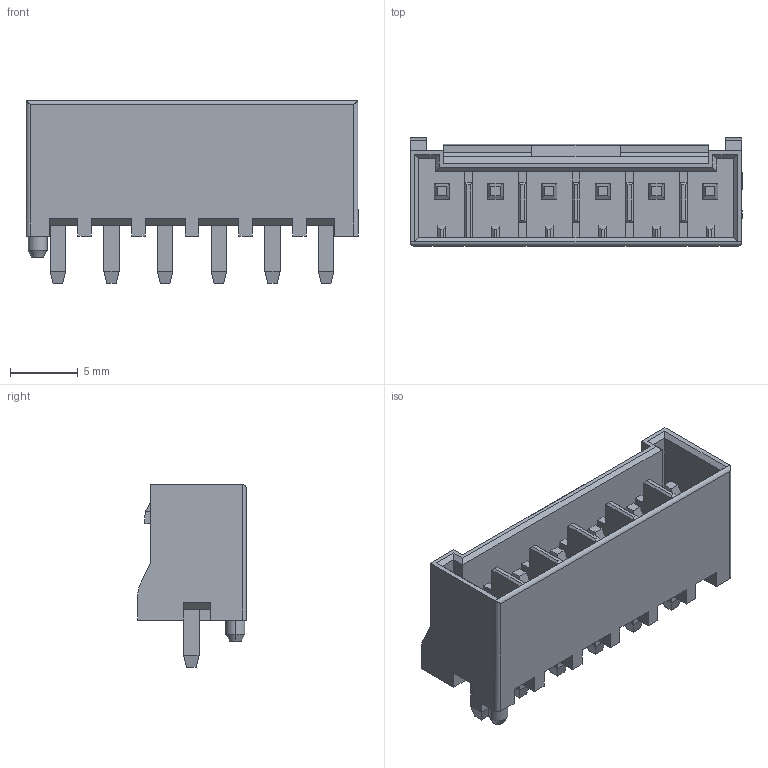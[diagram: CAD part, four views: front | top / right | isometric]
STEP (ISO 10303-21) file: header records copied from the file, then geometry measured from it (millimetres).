
FILE_DESCRIPTION(('Creo Elements/Direct Modeling STEP Export'),'2;1');
FILE_NAME('DF63-6P-3.96DSA.stp','2017-02-06T11:16:22',(''),(''),'PTC Creo Elements/Direct Modeling STEP processor for AP214 (Solid Model)','PTC Creo Elements/Direct Modeling 19.0E 27-Jun-2016 (C) Parametric Technology GmbH','');
FILE_SCHEMA(('AUTOMOTIVE_DESIGN { 1 0 10303 214 1 1 1 1 }'));
Length unit declared in the file: millimetre
Products named in the file (2): DF63-6P-3.96DSA
Assembly tree (1 placements, depth 2):
  DF63-6P-3.96DSA
    DF63-6P-3.96DSA
Bounding box: 24.5 x 8 x 13.5 mm (x, y, z)
Volume: 768.4 mm3; surface area: 1991.2 mm2
Topology: 1 solids, 1 shells, 316 faces, 833 edges, 532 vertices
Faces by surface type: plane 306, cylinder 8, cone 2
Entity records: 9521 total; most frequent: CARTESIAN_POINT 1704, ORIENTED_EDGE 1666, DIRECTION 1475, EDGE_CURVE 833, VECTOR 817, LINE 817, VERTEX_POINT 532, AXIS2_PLACEMENT_3D 329
